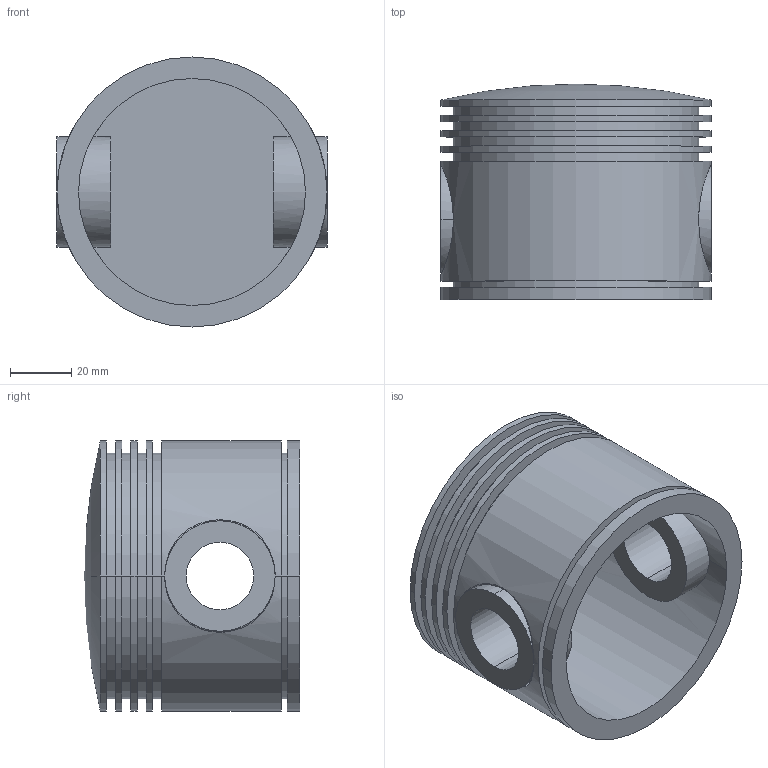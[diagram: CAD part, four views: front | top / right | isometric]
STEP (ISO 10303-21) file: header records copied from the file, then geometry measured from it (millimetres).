
FILE_DESCRIPTION((''),'2;1');
FILE_NAME('PISTON','2019-06-24T12:48:22',('Tanishq'),(''),'CREO PARAMETRIC BY PTC INC, 2018050','CREO PARAMETRIC BY PTC INC, 2018050','');
FILE_SCHEMA(('CONFIG_CONTROL_DESIGN'));
Length unit declared in the file: millimetre
Products named in the file (1): PISTON
Bounding box: 88 x 70.19 x 88 mm (x, y, z)
Volume: 137455.2 mm3; surface area: 57934.7 mm2
Topology: 1 solids, 1 shells, 59 faces, 123 edges, 75 vertices
Faces by surface type: cylinder 41, plane 16, sphere 2
Entity records: 1831 total; most frequent: CARTESIAN_POINT 514, DIRECTION 287, ORIENTED_EDGE 242, AXIS2_PLACEMENT_3D 125, EDGE_CURVE 121, VERTEX_POINT 76, EDGE_LOOP 73, CIRCLE 67
